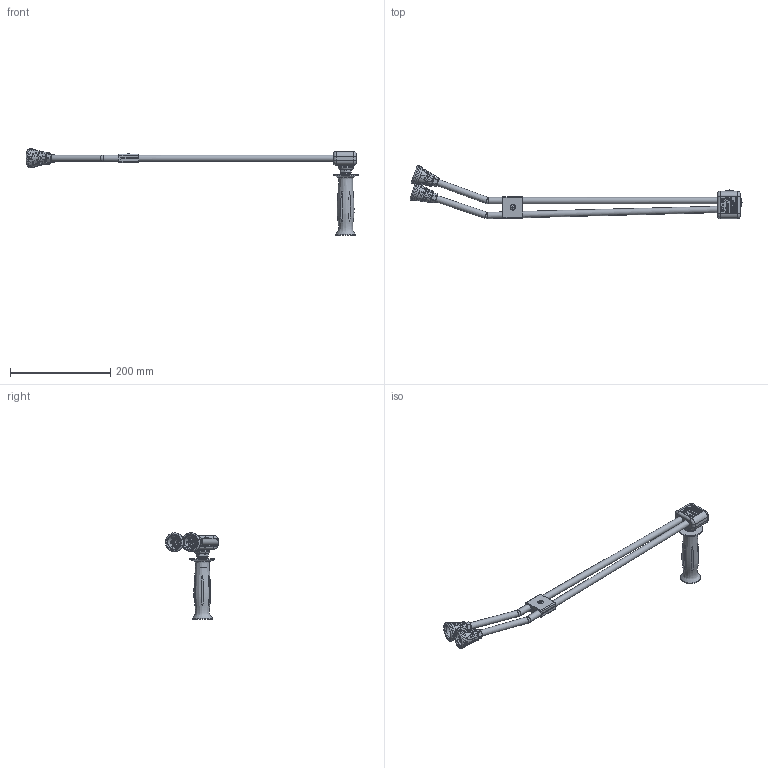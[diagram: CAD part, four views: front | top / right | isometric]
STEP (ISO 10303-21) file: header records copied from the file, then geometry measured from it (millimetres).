
FILE_DESCRIPTION(/* description */ ('Unknown'),/* implementation_level */ '2;1');
FILE_NAME(/* name */ '200054605-ST-54-605',/* time_stamp */ '2021-04-07T13:02:38+02:00',/* author */ ('Unknown'),/* organization */ ('Unknown'),/* preprocessor_version */ 'ST-DEVELOPER v16.7',/* originating_system */ 'Solid Edge',/* authorisation */ 'Unknown');
FILE_SCHEMA (('AUTOMOTIVE_DESIGN {1 0 10303 214 3 1 1}'));
Length unit declared in the file: millimetre
Products named in the file (1): Part7
Bounding box: 662.93 x 106.46 x 172.68 mm (x, y, z)
Volume: 0 mm3; surface area: 153356 mm2
Topology: 1 solids, 2 shells, 2502 faces, 6664 edges, 4258 vertices
Faces by surface type: plane 1247, bspline 628, cylinder 317, torus 170, cone 80, sphere 60
Full cylindrical faces by diameter (mm): 4.2 x1, 5 x1, 5.5 x3, 5.7 x1, 6.3 x1, 7 x2, 8.8 x1, 9.7 x4, 9.95 x1, 10 x4, 10.5 x4, 11.862 x2, 12.3 x1, 12.7 x4, 13.16 x4, 13.5 x1, 14 x3, 15 x1, 16 x2, 16.5 x1, 16.8 x2, 17 x2, 18 x1, 19 x2, 22.8 x1, 24.5 x1, 25 x1, 30 x1, 49.5 x1
Entity records: 126242 total; most frequent: CARTESIAN_POINT 53380, ORIENTED_EDGE 12699, DIRECTION 9056, EDGE_CURVE 6352, VERTEX_POINT 4186, LINE 3256, VECTOR 3256, AXIS2_PLACEMENT_3D 2900
